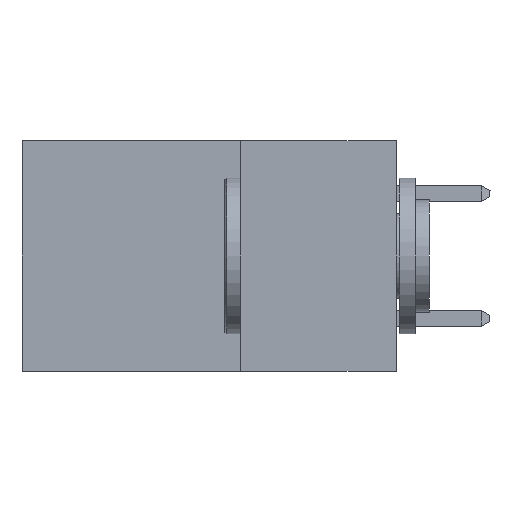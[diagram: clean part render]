
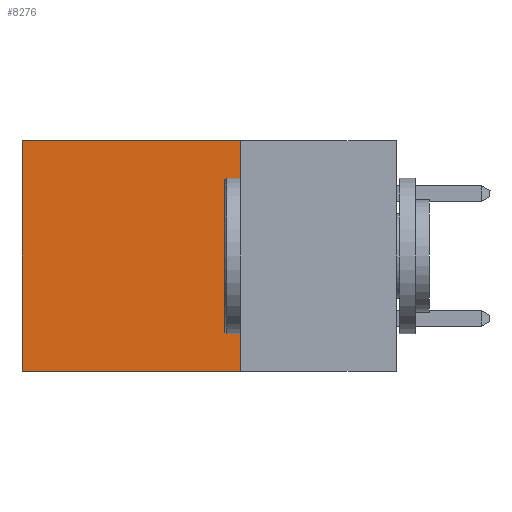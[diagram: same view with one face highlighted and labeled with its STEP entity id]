
A CAD part, left-side view. The second image highlights one B-rep face of the part: STEP entity #8276.
In plain terms, the highlighted planar face has unit normal (-1, 0, 0).
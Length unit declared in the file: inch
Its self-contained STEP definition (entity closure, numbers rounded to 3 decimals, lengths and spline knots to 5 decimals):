
#271 = PLANE ( 'NONE',  #5652 ) ;
#982 = EDGE_CURVE ( 'NONE', #6241, #1938, #3705, .T. ) ;
#1406 = CARTESIAN_POINT ( 'NONE',  ( 0.298, 0.6, 0. ) ) ;
#1616 = CARTESIAN_POINT ( 'NONE',  ( 0.298, 0.25, 0. ) ) ;
#1938 = VERTEX_POINT ( 'NONE', #3805 ) ;
#2339 = DIRECTION ( 'NONE',  ( 0., 1., 0. ) ) ;
#2390 = CARTESIAN_POINT ( 'NONE',  ( 0.298, 0.25, 0. ) ) ;
#2791 = EDGE_CURVE ( 'NONE', #5783, #5617, #6252, .T. ) ;
#3186 = DIRECTION ( 'NONE',  ( 0., 0., -1. ) ) ;
#3263 = CARTESIAN_POINT ( 'NONE',  ( 0.298, 0.25, 0. ) ) ;
#3447 = VECTOR ( 'NONE', #2339, 39.37008 ) ;
#3705 = LINE ( 'NONE', #5054, #3447 ) ;
#3805 = CARTESIAN_POINT ( 'NONE',  ( 0.298, 0.6, -0.37 ) ) ;
#3863 = VECTOR ( 'NONE', #6856, 39.37008 ) ;
#4150 = DIRECTION ( 'NONE',  ( 0., 1., 0. ) ) ;
#4440 = EDGE_LOOP ( 'NONE', ( #8444, #7137, #8474, #9430 ) ) ;
#5054 = CARTESIAN_POINT ( 'NONE',  ( 0.298, 0.25, -0.37 ) ) ;
#5218 = FACE_OUTER_BOUND ( 'NONE', #4440, .T. ) ;
#5334 = CARTESIAN_POINT ( 'NONE',  ( 0.298, 0.25, -0.37 ) ) ;
#5524 = DIRECTION ( 'NONE',  ( 0., 0., -1. ) ) ;
#5589 = EDGE_CURVE ( 'NONE', #5617, #1938, #5722, .T. ) ;
#5617 = VERTEX_POINT ( 'NONE', #1406 ) ;
#5652 = AXIS2_PLACEMENT_3D ( 'NONE', #2390, #7824, #3186 ) ;
#5694 = VECTOR ( 'NONE', #5524, 39.37008 ) ;
#5722 = LINE ( 'NONE', #9111, #3863 ) ;
#5783 = VERTEX_POINT ( 'NONE', #1616 ) ;
#6241 = VERTEX_POINT ( 'NONE', #5334 ) ;
#6252 = LINE ( 'NONE', #3263, #8277 ) ;
#6856 = DIRECTION ( 'NONE',  ( 0., 0., -1. ) ) ;
#7137 = ORIENTED_EDGE ( 'NONE', *, *, #982, .F. ) ;
#7824 = DIRECTION ( 'NONE',  ( 1., 0., 0. ) ) ;
#8229 = EDGE_CURVE ( 'NONE', #5783, #6241, #9458, .T. ) ;
#8276 = ADVANCED_FACE ( 'NONE', ( #5218 ), #271, .F. ) ;
#8277 = VECTOR ( 'NONE', #4150, 39.37008 ) ;
#8444 = ORIENTED_EDGE ( 'NONE', *, *, #5589, .T. ) ;
#8474 = ORIENTED_EDGE ( 'NONE', *, *, #8229, .F. ) ;
#9111 = CARTESIAN_POINT ( 'NONE',  ( 0.298, 0.6, 0. ) ) ;
#9430 = ORIENTED_EDGE ( 'NONE', *, *, #2791, .T. ) ;
#9458 = LINE ( 'NONE', #9978, #5694 ) ;
#9978 = CARTESIAN_POINT ( 'NONE',  ( 0.298, 0.25, 0. ) ) ;
